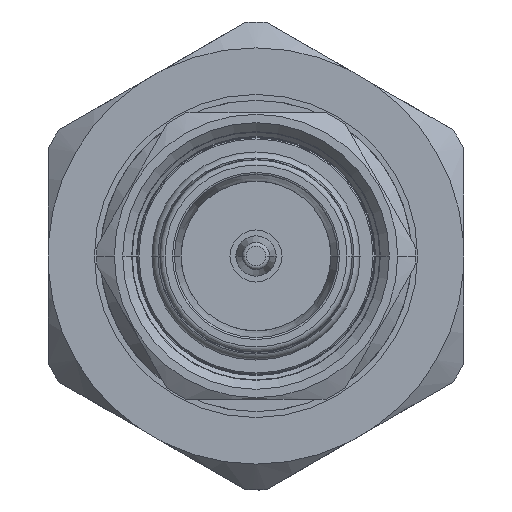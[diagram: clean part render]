
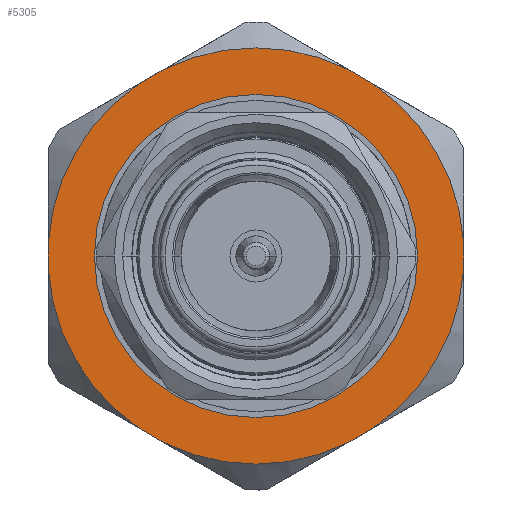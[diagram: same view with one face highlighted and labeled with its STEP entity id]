
A CAD part, left-side view. The second image highlights one B-rep face of the part: STEP entity #5305.
In plain terms, the highlighted face is planar.
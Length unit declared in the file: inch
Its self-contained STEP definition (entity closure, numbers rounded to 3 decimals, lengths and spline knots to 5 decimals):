
#7 = ORIENTED_EDGE ( 'NONE', *, *, #5282, .F. ) ;
#44 = CARTESIAN_POINT ( 'NONE',  ( 0.46937, 0., 0. ) ) ;
#180 = AXIS2_PLACEMENT_3D ( 'NONE', #44, #4637, #5433 ) ;
#231 = LINE ( 'NONE', #3205, #8040 ) ;
#248 = CARTESIAN_POINT ( 'NONE',  ( 0.46937, 0., 0. ) ) ;
#294 = EDGE_CURVE ( 'NONE', #4892, #9733, #8541, .T. ) ;
#447 = VERTEX_POINT ( 'NONE', #1113 ) ;
#484 = AXIS2_PLACEMENT_3D ( 'NONE', #2929, #1408, #4494 ) ;
#507 = DIRECTION ( 'NONE',  ( 0., 0.831, 0.556 ) ) ;
#576 = EDGE_CURVE ( 'NONE', #7901, #1890, #9793, .T. ) ;
#587 = AXIS2_PLACEMENT_3D ( 'NONE', #2646, #2590, #5014 ) ;
#656 = VECTOR ( 'NONE', #2451, 39.37008 ) ;
#802 = VERTEX_POINT ( 'NONE', #8438 ) ;
#895 = AXIS2_PLACEMENT_3D ( 'NONE', #248, #4080, #4833 ) ;
#997 = LINE ( 'NONE', #8672, #4682 ) ;
#1008 = CARTESIAN_POINT ( 'NONE',  ( 0.46937, 0., 0.47146 ) ) ;
#1038 = CARTESIAN_POINT ( 'NONE',  ( 0.46937, 0., 0. ) ) ;
#1090 = DIRECTION ( 'NONE',  ( -1., 0., 0. ) ) ;
#1100 = EDGE_CURVE ( 'NONE', #5406, #802, #3161, .T. ) ;
#1113 = CARTESIAN_POINT ( 'NONE',  ( 0.46937, 0., -0.47146 ) ) ;
#1334 = CIRCLE ( 'NONE', #7301, 0.63025 ) ;
#1352 = VERTEX_POINT ( 'NONE', #4261 ) ;
#1408 = DIRECTION ( 'NONE',  ( 1., 0., 0. ) ) ;
#1753 = PLANE ( 'NONE',  #3474 ) ;
#1768 = CIRCLE ( 'NONE', #484, 0.63025 ) ;
#1874 = CIRCLE ( 'NONE', #587, 0.63025 ) ;
#1890 = VERTEX_POINT ( 'NONE', #5432 ) ;
#2114 = ORIENTED_EDGE ( 'NONE', *, *, #5614, .T. ) ;
#2325 = EDGE_CURVE ( 'NONE', #802, #1890, #1874, .T. ) ;
#2451 = DIRECTION ( 'NONE',  ( 0., 0.5, 0.866 ) ) ;
#2590 = DIRECTION ( 'NONE',  ( -1., 0., 0. ) ) ;
#2636 = AXIS2_PLACEMENT_3D ( 'NONE', #1038, #8062, #3661 ) ;
#2646 = CARTESIAN_POINT ( 'NONE',  ( 0.46937, 0., 0. ) ) ;
#2732 = CARTESIAN_POINT ( 'NONE',  ( 0.46937, 0.04086, 0.62893 ) ) ;
#2827 = ORIENTED_EDGE ( 'NONE', *, *, #9536, .T. ) ;
#2855 = ORIENTED_EDGE ( 'NONE', *, *, #1100, .F. ) ;
#2884 = DIRECTION ( 'NONE',  ( 0., -1., 0. ) ) ;
#2929 = CARTESIAN_POINT ( 'NONE',  ( 0.46937, 0., 0. ) ) ;
#3161 = LINE ( 'NONE', #3816, #656 ) ;
#3189 = DIRECTION ( 'NONE',  ( 0., -0.897, -0.441 ) ) ;
#3205 = CARTESIAN_POINT ( 'NONE',  ( 0.46937, 0.56555, -0.27816 ) ) ;
#3410 = AXIS2_PLACEMENT_3D ( 'NONE', #5056, #9842, #507 ) ;
#3474 = AXIS2_PLACEMENT_3D ( 'NONE', #7921, #1090, #5630 ) ;
#3476 = EDGE_CURVE ( 'NONE', #4558, #3608, #231, .T. ) ;
#3517 = EDGE_LOOP ( 'NONE', ( #7, #2114 ) ) ;
#3608 = VERTEX_POINT ( 'NONE', #6680 ) ;
#3661 = DIRECTION ( 'NONE',  ( 0., 0.897, -0.441 ) ) ;
#3816 = CARTESIAN_POINT ( 'NONE',  ( 0.46937, -0.56555, 0.27816 ) ) ;
#3860 = EDGE_LOOP ( 'NONE', ( #3994, #2855, #5085, #7468, #4102, #6907, #9870, #8620, #2827, #5353, #4423, #4825 ) ) ;
#3885 = DIRECTION ( 'NONE',  ( 0., -0.5, 0.866 ) ) ;
#3994 = ORIENTED_EDGE ( 'NONE', *, *, #2325, .F. ) ;
#4080 = DIRECTION ( 'NONE',  ( 1., 0., 0. ) ) ;
#4091 = CARTESIAN_POINT ( 'NONE',  ( 0.46937, -0.04086, -0.62893 ) ) ;
#4102 = ORIENTED_EDGE ( 'NONE', *, *, #9120, .F. ) ;
#4261 = CARTESIAN_POINT ( 'NONE',  ( 0.46937, 0.56555, 0.27816 ) ) ;
#4423 = ORIENTED_EDGE ( 'NONE', *, *, #7713, .T. ) ;
#4487 = CARTESIAN_POINT ( 'NONE',  ( 0.46937, 0., 0. ) ) ;
#4494 = DIRECTION ( 'NONE',  ( 0., 0.065, -0.998 ) ) ;
#4558 = VERTEX_POINT ( 'NONE', #6994 ) ;
#4637 = DIRECTION ( 'NONE',  ( -1., 0., 0. ) ) ;
#4682 = VECTOR ( 'NONE', #3885, 39.37008 ) ;
#4825 = ORIENTED_EDGE ( 'NONE', *, *, #576, .T. ) ;
#4833 = DIRECTION ( 'NONE',  ( 0., 0., -1. ) ) ;
#4841 = DIRECTION ( 'NONE',  ( 0., 0.5, -0.866 ) ) ;
#4892 = VERTEX_POINT ( 'NONE', #4091 ) ;
#5014 = DIRECTION ( 'NONE',  ( 0., -0.831, 0.556 ) ) ;
#5056 = CARTESIAN_POINT ( 'NONE',  ( 0.46937, 0., 0. ) ) ;
#5085 = ORIENTED_EDGE ( 'NONE', *, *, #5990, .F. ) ;
#5132 = DIRECTION ( 'NONE',  ( 0., -0.065, -0.998 ) ) ;
#5282 = EDGE_CURVE ( 'NONE', #447, #6000, #5417, .T. ) ;
#5305 = ADVANCED_FACE ( 'NONE', ( #6511, #9472 ), #1753, .F. ) ;
#5332 = AXIS2_PLACEMENT_3D ( 'NONE', #6375, #5549, #3189 ) ;
#5353 = ORIENTED_EDGE ( 'NONE', *, *, #6336, .T. ) ;
#5406 = VERTEX_POINT ( 'NONE', #8116 ) ;
#5417 = CIRCLE ( 'NONE', #895, 0.47146 ) ;
#5432 = CARTESIAN_POINT ( 'NONE',  ( 0.46937, -0.04086, 0.62893 ) ) ;
#5433 = DIRECTION ( 'NONE',  ( 0., 0., -1. ) ) ;
#5549 = DIRECTION ( 'NONE',  ( -1., 0., 0. ) ) ;
#5614 = EDGE_CURVE ( 'NONE', #447, #6000, #9199, .T. ) ;
#5630 = DIRECTION ( 'NONE',  ( 0., 0., 1. ) ) ;
#5889 = DIRECTION ( 'NONE',  ( -1., 0., 0. ) ) ;
#5990 = EDGE_CURVE ( 'NONE', #9677, #5406, #7606, .T. ) ;
#6000 = VERTEX_POINT ( 'NONE', #1008 ) ;
#6081 = DIRECTION ( 'NONE',  ( 0., 1., 0. ) ) ;
#6219 = EDGE_CURVE ( 'NONE', #9733, #3608, #1768, .T. ) ;
#6236 = CARTESIAN_POINT ( 'NONE',  ( 0.46937, -0.04086, -0.62893 ) ) ;
#6242 = DIRECTION ( 'NONE',  ( 0., -0.5, -0.866 ) ) ;
#6306 = VECTOR ( 'NONE', #2884, 39.37008 ) ;
#6336 = EDGE_CURVE ( 'NONE', #1352, #6971, #997, .T. ) ;
#6368 = LINE ( 'NONE', #6570, #6651 ) ;
#6375 = CARTESIAN_POINT ( 'NONE',  ( 0.46937, 0., 0. ) ) ;
#6481 = CARTESIAN_POINT ( 'NONE',  ( 0.46937, 0.04086, -0.62893 ) ) ;
#6511 = FACE_BOUND ( 'NONE', #3517, .T. ) ;
#6570 = CARTESIAN_POINT ( 'NONE',  ( 0.46937, -0.56555, -0.27816 ) ) ;
#6605 = VERTEX_POINT ( 'NONE', #9780 ) ;
#6651 = VECTOR ( 'NONE', #4841, 39.37008 ) ;
#6680 = CARTESIAN_POINT ( 'NONE',  ( 0.46937, 0.52367, -0.3507 ) ) ;
#6907 = ORIENTED_EDGE ( 'NONE', *, *, #294, .T. ) ;
#6971 = VERTEX_POINT ( 'NONE', #8156 ) ;
#6994 = CARTESIAN_POINT ( 'NONE',  ( 0.46937, 0.56555, -0.27816 ) ) ;
#7301 = AXIS2_PLACEMENT_3D ( 'NONE', #4487, #5889, #5132 ) ;
#7468 = ORIENTED_EDGE ( 'NONE', *, *, #9082, .T. ) ;
#7606 = CIRCLE ( 'NONE', #5332, 0.63025 ) ;
#7711 = CARTESIAN_POINT ( 'NONE',  ( 0.46937, -0.56555, -0.27816 ) ) ;
#7713 = EDGE_CURVE ( 'NONE', #6971, #7901, #9054, .T. ) ;
#7901 = VERTEX_POINT ( 'NONE', #9477 ) ;
#7921 = CARTESIAN_POINT ( 'NONE',  ( 0.46937, 0., 0. ) ) ;
#8040 = VECTOR ( 'NONE', #6242, 39.37008 ) ;
#8062 = DIRECTION ( 'NONE',  ( 1., 0., 0. ) ) ;
#8116 = CARTESIAN_POINT ( 'NONE',  ( 0.46937, -0.56555, 0.27816 ) ) ;
#8156 = CARTESIAN_POINT ( 'NONE',  ( 0.46937, 0.52367, 0.3507 ) ) ;
#8438 = CARTESIAN_POINT ( 'NONE',  ( 0.46937, -0.52367, 0.3507 ) ) ;
#8541 = LINE ( 'NONE', #6236, #8545 ) ;
#8545 = VECTOR ( 'NONE', #6081, 39.37008 ) ;
#8620 = ORIENTED_EDGE ( 'NONE', *, *, #3476, .F. ) ;
#8672 = CARTESIAN_POINT ( 'NONE',  ( 0.46937, 0.56555, 0.27816 ) ) ;
#9054 = CIRCLE ( 'NONE', #3410, 0.63025 ) ;
#9082 = EDGE_CURVE ( 'NONE', #9677, #6605, #6368, .T. ) ;
#9120 = EDGE_CURVE ( 'NONE', #4892, #6605, #1334, .T. ) ;
#9199 = CIRCLE ( 'NONE', #180, 0.47146 ) ;
#9395 = CIRCLE ( 'NONE', #2636, 0.63025 ) ;
#9472 = FACE_OUTER_BOUND ( 'NONE', #3860, .T. ) ;
#9477 = CARTESIAN_POINT ( 'NONE',  ( 0.46937, 0.04086, 0.62893 ) ) ;
#9536 = EDGE_CURVE ( 'NONE', #4558, #1352, #9395, .T. ) ;
#9677 = VERTEX_POINT ( 'NONE', #7711 ) ;
#9733 = VERTEX_POINT ( 'NONE', #6481 ) ;
#9780 = CARTESIAN_POINT ( 'NONE',  ( 0.46937, -0.52367, -0.3507 ) ) ;
#9793 = LINE ( 'NONE', #2732, #6306 ) ;
#9842 = DIRECTION ( 'NONE',  ( 1., 0., 0. ) ) ;
#9870 = ORIENTED_EDGE ( 'NONE', *, *, #6219, .T. ) ;
